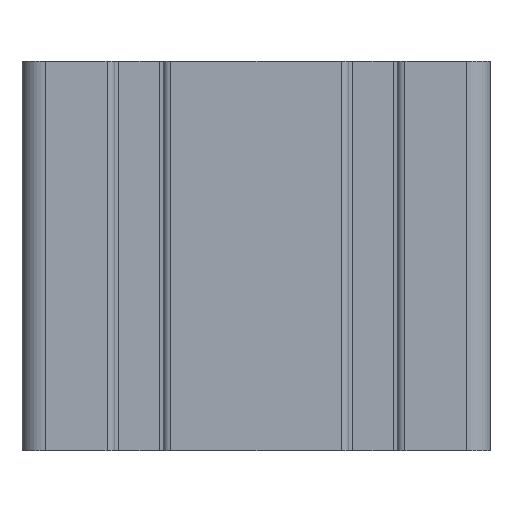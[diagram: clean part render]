
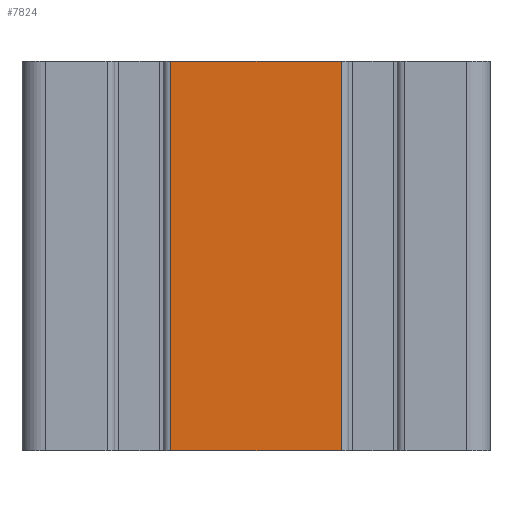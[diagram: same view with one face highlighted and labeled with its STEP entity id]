
A CAD part, front view. The second image highlights one B-rep face of the part: STEP entity #7824.
In plain terms, the highlighted planar face has unit normal (0, -1, 0).
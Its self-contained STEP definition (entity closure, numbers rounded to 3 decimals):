
#245 = FACE_OUTER_BOUND ( 'NONE', #1536, .T. ) ;
#990 = CARTESIAN_POINT ( 'NONE',  ( 10.9, -15., 25. ) ) ;
#1141 = DIRECTION ( 'NONE',  ( 0., 0., -1. ) ) ;
#1371 = VERTEX_POINT ( 'NONE', #3556 ) ;
#1536 = EDGE_LOOP ( 'NONE', ( #6312, #7949, #7682, #1547 ) ) ;
#1547 = ORIENTED_EDGE ( 'NONE', *, *, #3393, .T. ) ;
#1662 = LINE ( 'NONE', #5439, #7870 ) ;
#1718 = CARTESIAN_POINT ( 'NONE',  ( 10.9, -15., -25. ) ) ;
#2132 = CARTESIAN_POINT ( 'NONE',  ( -10.9, -15., -25. ) ) ;
#2142 = CARTESIAN_POINT ( 'NONE',  ( 10.9, -15., 25. ) ) ;
#2405 = VERTEX_POINT ( 'NONE', #2132 ) ;
#2475 = VECTOR ( 'NONE', #7498, 1000. ) ;
#2870 = DIRECTION ( 'NONE',  ( 0., 1., 0. ) ) ;
#2875 = DIRECTION ( 'NONE',  ( 1., 0., 0. ) ) ;
#3291 = DIRECTION ( 'NONE',  ( 0., 0., -1. ) ) ;
#3393 = EDGE_CURVE ( 'NONE', #6755, #2405, #3597, .T. ) ;
#3395 = EDGE_CURVE ( 'NONE', #2405, #6642, #5533, .T. ) ;
#3556 = CARTESIAN_POINT ( 'NONE',  ( 10.9, -15., 25. ) ) ;
#3597 = LINE ( 'NONE', #4910, #7459 ) ;
#3871 = EDGE_CURVE ( 'NONE', #1371, #6642, #1662, .T. ) ;
#4640 = PLANE ( 'NONE',  #6432 ) ;
#4809 = LINE ( 'NONE', #990, #5728 ) ;
#4827 = CARTESIAN_POINT ( 'NONE',  ( 10.9, -15., -25. ) ) ;
#4873 = CARTESIAN_POINT ( 'NONE',  ( -10.9, -15., 25. ) ) ;
#4910 = CARTESIAN_POINT ( 'NONE',  ( -10.9, -15., 25. ) ) ;
#5439 = CARTESIAN_POINT ( 'NONE',  ( 10.9, -15., 25. ) ) ;
#5533 = LINE ( 'NONE', #4827, #2475 ) ;
#5728 = VECTOR ( 'NONE', #2875, 1000. ) ;
#5885 = DIRECTION ( 'NONE',  ( -1., 0., 0. ) ) ;
#6063 = EDGE_CURVE ( 'NONE', #6755, #1371, #4809, .T. ) ;
#6312 = ORIENTED_EDGE ( 'NONE', *, *, #3395, .T. ) ;
#6432 = AXIS2_PLACEMENT_3D ( 'NONE', #2142, #2870, #5885 ) ;
#6642 = VERTEX_POINT ( 'NONE', #1718 ) ;
#6755 = VERTEX_POINT ( 'NONE', #4873 ) ;
#7459 = VECTOR ( 'NONE', #1141, 1000. ) ;
#7498 = DIRECTION ( 'NONE',  ( 1., 0., 0. ) ) ;
#7682 = ORIENTED_EDGE ( 'NONE', *, *, #6063, .F. ) ;
#7824 = ADVANCED_FACE ( 'NONE', ( #245 ), #4640, .F. ) ;
#7870 = VECTOR ( 'NONE', #3291, 1000. ) ;
#7949 = ORIENTED_EDGE ( 'NONE', *, *, #3871, .F. ) ;
